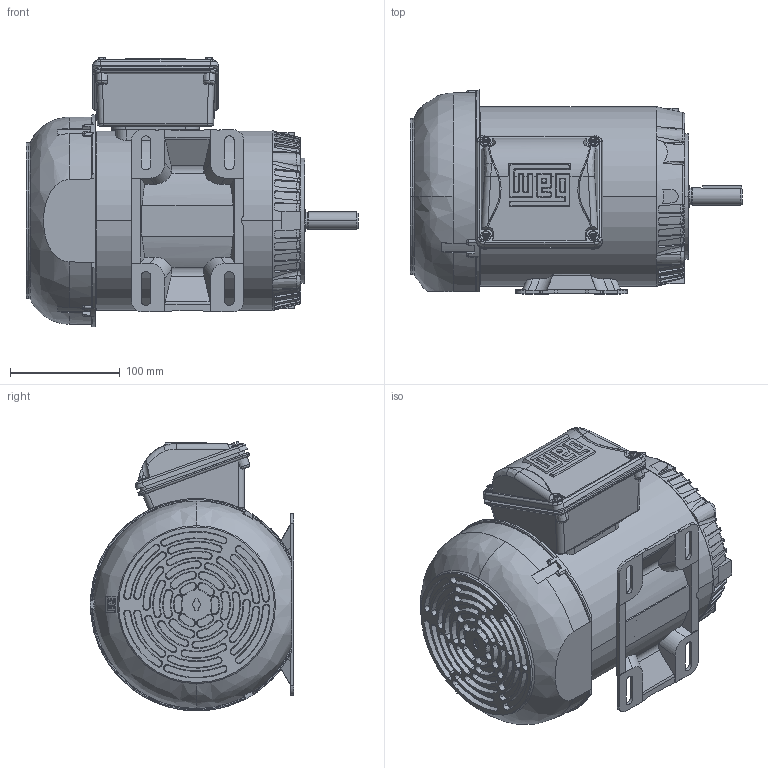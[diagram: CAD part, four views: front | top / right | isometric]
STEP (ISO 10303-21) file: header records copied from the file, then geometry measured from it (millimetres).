
FILE_DESCRIPTION (( 'STEP AP214' ), '1' );
FILE_NAME ('56C_3PH_TEFC_GP_11929 fxt.STEP', '2022-10-05T17:59:50', ( '' ), ( '' ), 'SwSTEP 2.0', 'SolidWorks 2021', '' );
FILE_SCHEMA (( 'AUTOMOTIVE_DESIGN' ));
Length unit declared in the file: inch
Products named in the file (1): 56C_3PH_TEFC_GP_11929 fxt
Bounding box: 303.1 x 186.1 x 246.39 mm (x, y, z)
Volume: 6091418.1 mm3; surface area: 424381.6 mm2
Topology: 14 solids, 30 shells, 1417 faces, 3738 edges, 2434 vertices
Faces by surface type: plane 539, cylinder 331, cone 330, bspline 217
Entity records: 53107 total; most frequent: CARTESIAN_POINT 20776, ORIENTED_EDGE 7442, DIRECTION 5778, EDGE_CURVE 3721, VERTEX_POINT 2434, AXIS2_PLACEMENT_3D 2153, EDGE_LOOP 1495, VECTOR 1472
